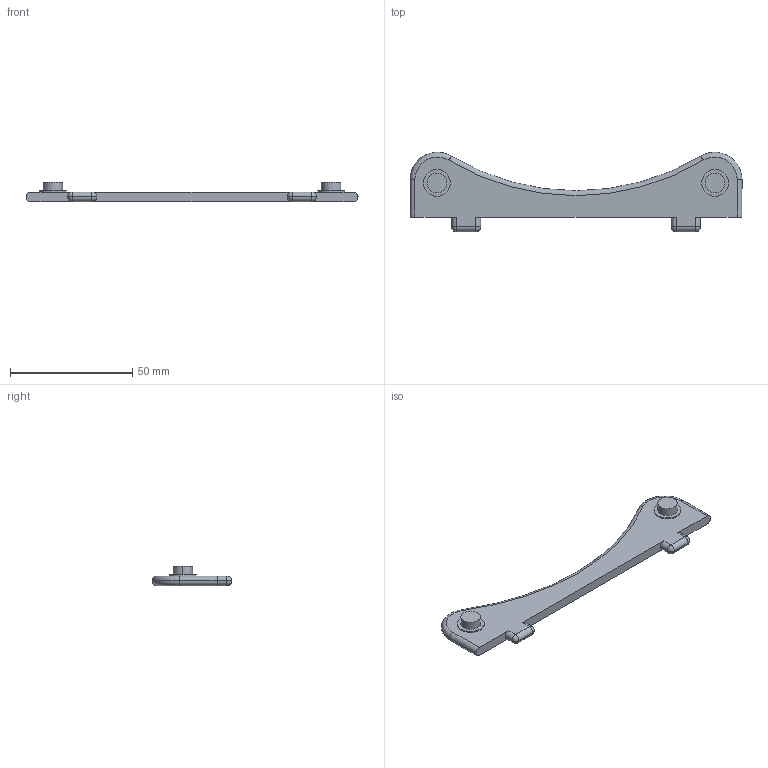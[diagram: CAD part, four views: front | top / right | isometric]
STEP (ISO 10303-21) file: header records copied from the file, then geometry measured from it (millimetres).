
FILE_DESCRIPTION (( 'STEP AP203' ), '1' );
FILE_NAME ('Spool roller sides Rubbermaid21Cup (4 mm sides) v4.STEP', '2019-01-26T18:06:56', ( '' ), ( '' ), 'SwSTEP 2.0', 'SolidWorks 2018', '' );
FILE_SCHEMA (( 'CONFIG_CONTROL_DESIGN' ));
Length unit declared in the file: millimetre
Products named in the file (1): Spool roller sides Rubbermaid21Cup (4 mm sides) v4
Bounding box: 136 x 32.52 x 8 mm (x, y, z)
Volume: 10254.5 mm3; surface area: 6278.5 mm2
Topology: 1 solids, 1 shells, 47 faces, 111 edges, 62 vertices
Faces by surface type: cylinder 24, plane 9, sphere 8, torus 6
Entity records: 1379 total; most frequent: DIRECTION 264, CARTESIAN_POINT 213, ORIENTED_EDGE 206, AXIS2_PLACEMENT_3D 113, EDGE_CURVE 103, CIRCLE 65, VERTEX_POINT 62, EDGE_LOOP 51
